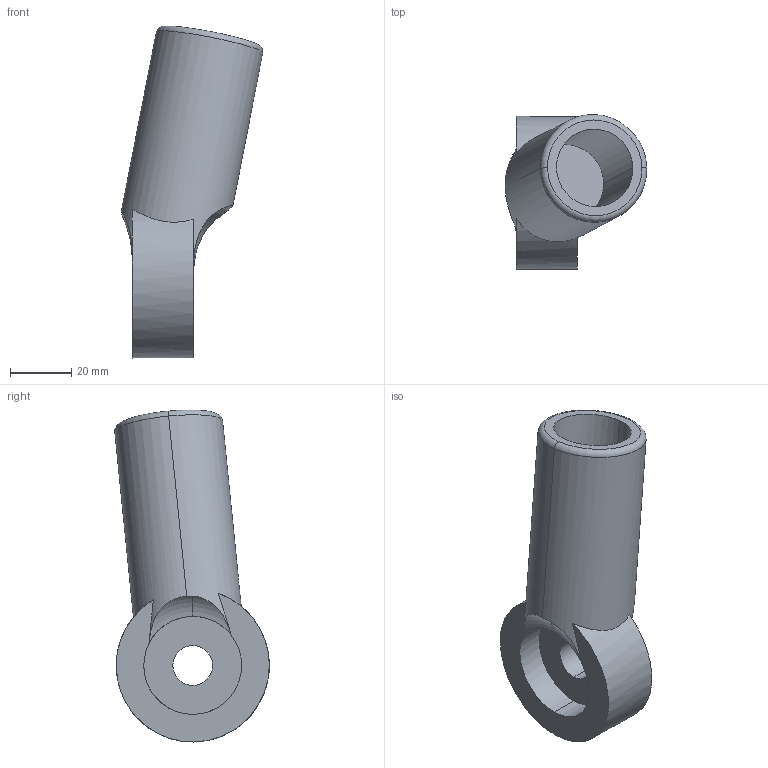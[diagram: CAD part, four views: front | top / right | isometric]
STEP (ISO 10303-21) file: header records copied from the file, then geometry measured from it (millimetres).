
FILE_DESCRIPTION (( 'STEP AP203' ), '1' );
FILE_NAME ('S_R_P4.STEP', '2025-12-04T07:50:22', ( '' ), ( '' ), 'SwSTEP 2.0', 'SolidWorks 2024', '' );
FILE_SCHEMA (( 'CONFIG_CONTROL_DESIGN' ));
Length unit declared in the file: millimetre
Products named in the file (1): S_R_P4
Bounding box: 46.26 x 50.48 x 108.39 mm (x, y, z)
Volume: 63386.2 mm3; surface area: 19251.4 mm2
Topology: 1 solids, 1 shells, 20 faces, 46 edges, 29 vertices
Faces by surface type: cylinder 10, torus 5, plane 5
Entity records: 811 total; most frequent: CARTESIAN_POINT 281, DIRECTION 100, ORIENTED_EDGE 92, AXIS2_PLACEMENT_3D 46, EDGE_CURVE 46, VERTEX_POINT 29, CIRCLE 25, EDGE_LOOP 23
